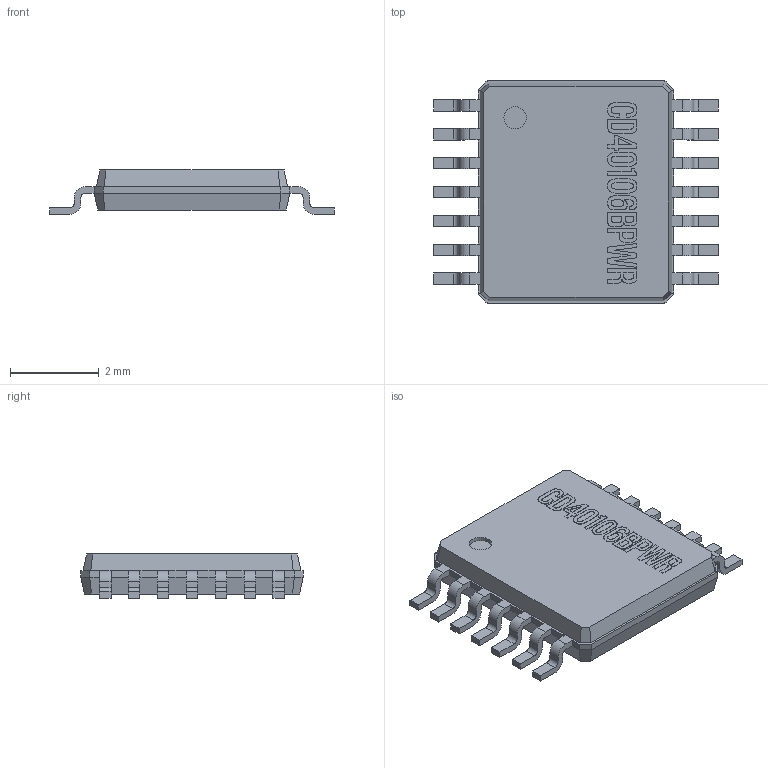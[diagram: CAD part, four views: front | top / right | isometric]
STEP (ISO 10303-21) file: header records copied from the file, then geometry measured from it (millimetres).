
FILE_DESCRIPTION(('FreeCAD Model'),'2;1');
FILE_NAME('Texas_Instruments_CD40106BPWR_TSSOP-14_Marrkings.step','2019-06-29T22:40:36',('Author'),(''), 'Open CASCADE STEP processor 7.3','FreeCAD','Unknown');
FILE_SCHEMA(('AUTOMOTIVE_DESIGN { 1 0 10303 214 1 1 1 1 }'));
Length unit declared in the file: millimetre
Products named in the file (1): Fusion
Bounding box: 6.4 x 5 x 1.01 mm (x, y, z)
Volume: 19.6 mm3; surface area: 73.1 mm2
Topology: 1 solids, 1 shells, 477 faces, 1282 edges, 828 vertices
Faces by surface type: plane 279, extrusion 103, cylinder 57, bspline 38
Full cylindrical faces by diameter (mm): 0.5 x1
Entity records: 18138 total; most frequent: CARTESIAN_POINT 3352, ORIENTED_EDGE 2564, DIRECTION 1935, EDGE_CURVE 1282, VECTOR 1033, LINE 930, VERTEX_POINT 828, FACE_BOUND 498
